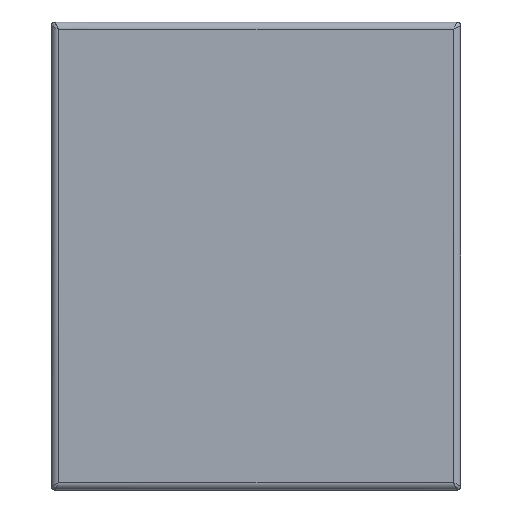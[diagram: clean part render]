
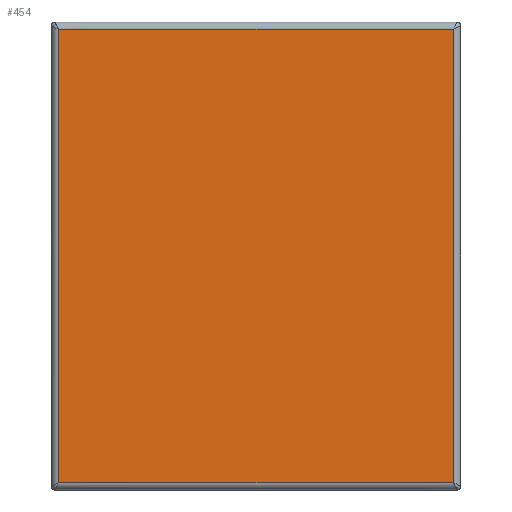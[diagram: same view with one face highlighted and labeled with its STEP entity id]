
A CAD part, left-side view. The second image highlights one B-rep face of the part: STEP entity #454.
In plain terms, the highlighted planar face has unit normal (-1, 0, 0).
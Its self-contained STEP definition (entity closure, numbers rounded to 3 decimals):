
#51 = LINE ( 'NONE', #126, #1968 ) ;
#66 = CARTESIAN_POINT ( 'NONE',  ( -2.25, 2.75, -1.55 ) ) ;
#91 = FACE_OUTER_BOUND ( 'NONE', #1000, .T. ) ;
#126 = CARTESIAN_POINT ( 'NONE',  ( -2.25, 2.8, 1.55 ) ) ;
#133 = EDGE_CURVE ( 'NONE', #577, #1261, #1720, .T. ) ;
#179 = ORIENTED_EDGE ( 'NONE', *, *, #133, .T. ) ;
#234 = AXIS2_PLACEMENT_3D ( 'NONE', #1665, #1083, #2294 ) ;
#454 = ADVANCED_FACE ( 'NONE', ( #91 ), #2096, .F. ) ;
#456 = LINE ( 'NONE', #2251, #2567 ) ;
#511 = DIRECTION ( 'NONE',  ( 0., 1., 0. ) ) ;
#531 = ORIENTED_EDGE ( 'NONE', *, *, #1786, .T. ) ;
#577 = VERTEX_POINT ( 'NONE', #66 ) ;
#605 = VERTEX_POINT ( 'NONE', #662 ) ;
#662 = CARTESIAN_POINT ( 'NONE',  ( -2.25, 2.75, 1.55 ) ) ;
#677 = VERTEX_POINT ( 'NONE', #715 ) ;
#702 = DIRECTION ( 'NONE',  ( 0., -1., 0. ) ) ;
#715 = CARTESIAN_POINT ( 'NONE',  ( -2.25, 0.05, 1.55 ) ) ;
#1000 = EDGE_LOOP ( 'NONE', ( #2280, #1104, #179, #531 ) ) ;
#1020 = EDGE_CURVE ( 'NONE', #677, #605, #51, .T. ) ;
#1083 = DIRECTION ( 'NONE',  ( 1., 0., 0. ) ) ;
#1104 = ORIENTED_EDGE ( 'NONE', *, *, #2218, .T. ) ;
#1123 = LINE ( 'NONE', #1806, #2550 ) ;
#1221 = DIRECTION ( 'NONE',  ( 0., 0., -1. ) ) ;
#1242 = VECTOR ( 'NONE', #702, 1000. ) ;
#1261 = VERTEX_POINT ( 'NONE', #1355 ) ;
#1355 = CARTESIAN_POINT ( 'NONE',  ( -2.25, 0.05, -1.55 ) ) ;
#1665 = CARTESIAN_POINT ( 'NONE',  ( -2.25, 0., 0. ) ) ;
#1720 = LINE ( 'NONE', #1961, #1242 ) ;
#1786 = EDGE_CURVE ( 'NONE', #1261, #677, #456, .T. ) ;
#1806 = CARTESIAN_POINT ( 'NONE',  ( -2.25, 2.75, -1.6 ) ) ;
#1961 = CARTESIAN_POINT ( 'NONE',  ( -2.25, 0., -1.55 ) ) ;
#1968 = VECTOR ( 'NONE', #511, 1000. ) ;
#2096 = PLANE ( 'NONE',  #234 ) ;
#2218 = EDGE_CURVE ( 'NONE', #605, #577, #1123, .T. ) ;
#2251 = CARTESIAN_POINT ( 'NONE',  ( -2.25, 0.05, 1.6 ) ) ;
#2280 = ORIENTED_EDGE ( 'NONE', *, *, #1020, .T. ) ;
#2294 = DIRECTION ( 'NONE',  ( 0., 0., 1. ) ) ;
#2432 = DIRECTION ( 'NONE',  ( 0., 0., 1. ) ) ;
#2550 = VECTOR ( 'NONE', #1221, 1000. ) ;
#2567 = VECTOR ( 'NONE', #2432, 1000. ) ;
